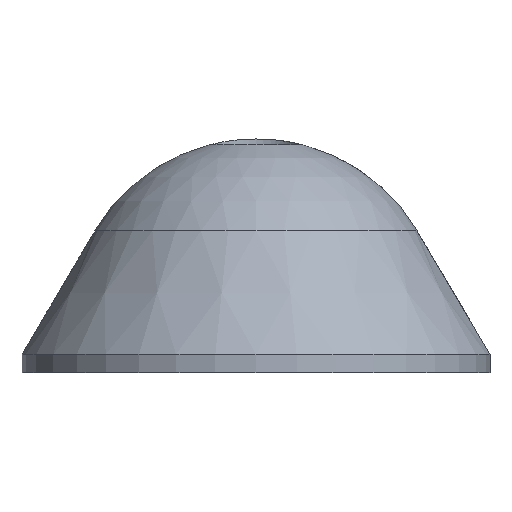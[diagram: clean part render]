
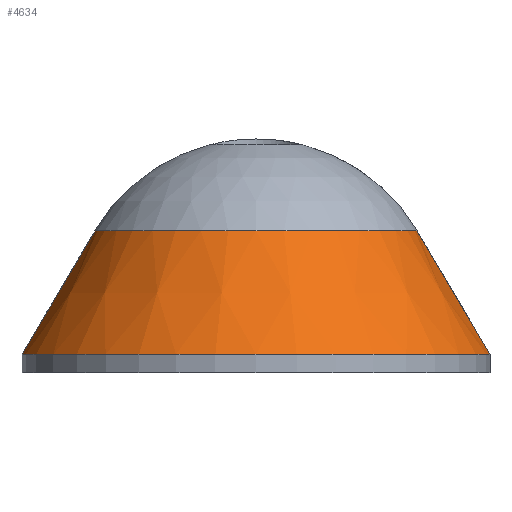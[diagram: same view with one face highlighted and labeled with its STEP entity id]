
A CAD part, left-side view. The second image highlights one B-rep face of the part: STEP entity #4634.
In plain terms, the highlighted conical face has half-angle 30.568 degrees and reference radius 25 mm.
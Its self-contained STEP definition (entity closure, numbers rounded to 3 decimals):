
#598 = PLANE('',#599);
#599 = AXIS2_PLACEMENT_3D('',#600,#601,#602);
#600 = CARTESIAN_POINT('',(0.,-22.574,6.107));
#601 = DIRECTION('',(0.,-0.861,0.509));
#602 = DIRECTION('',(0.,-0.509,-0.861));
#1986 = VERTEX_POINT('',#1987);
#1987 = CARTESIAN_POINT('',(-50.,-17.221,15.171));
#2013 = EDGE_CURVE('',#2014,#1986,#2016,.T.);
#2014 = VERTEX_POINT('',#2015);
#2015 = CARTESIAN_POINT('',(-50.,-25.,2.));
#2016 = SURFACE_CURVE('',#2017,(#2021,#2028),.PCURVE_S1.);
#2017 = LINE('',#2018,#2019);
#2018 = CARTESIAN_POINT('',(-50.,-25.,2.));
#2019 = VECTOR('',#2020,1.);
#2020 = DIRECTION('',(0.,0.509,0.861));
#2021 = PCURVE('',#598,#2022);
#2022 = DEFINITIONAL_REPRESENTATION('',(#2023),#2027);
#2023 = LINE('',#2024,#2025);
#2024 = CARTESIAN_POINT('',(4.769,-50.));
#2025 = VECTOR('',#2026,1.);
#2026 = DIRECTION('',(-1.,0.));
#2027 = ( GEOMETRIC_REPRESENTATION_CONTEXT(2) 
PARAMETRIC_REPRESENTATION_CONTEXT() REPRESENTATION_CONTEXT('2D SPACE',''
  ) );
#2028 = PCURVE('',#2029,#2034);
#2029 = CONICAL_SURFACE('',#2030,25.,0.534);
#2030 = AXIS2_PLACEMENT_3D('',#2031,#2032,#2033);
#2031 = CARTESIAN_POINT('',(-50.,0.,2.));
#2032 = DIRECTION('',(0.,0.,-1.));
#2033 = DIRECTION('',(0.,1.,0.));
#2034 = DEFINITIONAL_REPRESENTATION('',(#2035),#2039);
#2035 = LINE('',#2036,#2037);
#2036 = CARTESIAN_POINT('',(-3.142,-0.));
#2037 = VECTOR('',#2038,1.);
#2038 = DIRECTION('',(-0.,-1.));
#2039 = ( GEOMETRIC_REPRESENTATION_CONTEXT(2) 
PARAMETRIC_REPRESENTATION_CONTEXT() REPRESENTATION_CONTEXT('2D SPACE',''
  ) );
#4348 = VERTEX_POINT('',#4349);
#4349 = CARTESIAN_POINT('',(-50.,17.221,15.171));
#4363 = PLANE('',#4364);
#4364 = AXIS2_PLACEMENT_3D('',#4365,#4366,#4367);
#4365 = CARTESIAN_POINT('',(0.,21.11,8.586));
#4366 = DIRECTION('',(0.,0.861,0.509));
#4367 = DIRECTION('',(0.,-0.509,0.861));
#4392 = SPHERICAL_SURFACE('',#4393,20.);
#4393 = AXIS2_PLACEMENT_3D('',#4394,#4395,#4396);
#4394 = CARTESIAN_POINT('',(-50.,0.,5.));
#4395 = DIRECTION('',(0.,0.,1.));
#4396 = DIRECTION('',(0.,1.,0.));
#4634 = ADVANCED_FACE('',(#4635),#2029,.T.);
#4635 = FACE_BOUND('',#4636,.T.);
#4636 = EDGE_LOOP('',(#4637,#4666,#4667,#4689));
#4637 = ORIENTED_EDGE('',*,*,#4638,.T.);
#4638 = EDGE_CURVE('',#4639,#2014,#4641,.T.);
#4639 = VERTEX_POINT('',#4640);
#4640 = CARTESIAN_POINT('',(-50.,25.,2.));
#4641 = SURFACE_CURVE('',#4642,(#4647,#4654),.PCURVE_S1.);
#4642 = CIRCLE('',#4643,25.);
#4643 = AXIS2_PLACEMENT_3D('',#4644,#4645,#4646);
#4644 = CARTESIAN_POINT('',(-50.,0.,2.));
#4645 = DIRECTION('',(0.,0.,1.));
#4646 = DIRECTION('',(0.,1.,0.));
#4647 = PCURVE('',#2029,#4648);
#4648 = DEFINITIONAL_REPRESENTATION('',(#4649),#4653);
#4649 = LINE('',#4650,#4651);
#4650 = CARTESIAN_POINT('',(-0.,-0.));
#4651 = VECTOR('',#4652,1.);
#4652 = DIRECTION('',(-1.,-0.));
#4653 = ( GEOMETRIC_REPRESENTATION_CONTEXT(2) 
PARAMETRIC_REPRESENTATION_CONTEXT() REPRESENTATION_CONTEXT('2D SPACE',''
  ) );
#4654 = PCURVE('',#4655,#4660);
#4655 = CYLINDRICAL_SURFACE('',#4656,25.);
#4656 = AXIS2_PLACEMENT_3D('',#4657,#4658,#4659);
#4657 = CARTESIAN_POINT('',(-50.,0.,0.));
#4658 = DIRECTION('',(0.,0.,1.));
#4659 = DIRECTION('',(0.,1.,0.));
#4660 = DEFINITIONAL_REPRESENTATION('',(#4661),#4665);
#4661 = LINE('',#4662,#4663);
#4662 = CARTESIAN_POINT('',(0.,2.));
#4663 = VECTOR('',#4664,1.);
#4664 = DIRECTION('',(1.,0.));
#4665 = ( GEOMETRIC_REPRESENTATION_CONTEXT(2) 
PARAMETRIC_REPRESENTATION_CONTEXT() REPRESENTATION_CONTEXT('2D SPACE',''
  ) );
#4666 = ORIENTED_EDGE('',*,*,#2013,.T.);
#4667 = ORIENTED_EDGE('',*,*,#4668,.F.);
#4668 = EDGE_CURVE('',#4348,#1986,#4669,.T.);
#4669 = SURFACE_CURVE('',#4670,(#4675,#4682),.PCURVE_S1.);
#4670 = CIRCLE('',#4671,17.221);
#4671 = AXIS2_PLACEMENT_3D('',#4672,#4673,#4674);
#4672 = CARTESIAN_POINT('',(-50.,0.,15.171));
#4673 = DIRECTION('',(0.,0.,1.));
#4674 = DIRECTION('',(0.,1.,0.));
#4675 = PCURVE('',#2029,#4676);
#4676 = DEFINITIONAL_REPRESENTATION('',(#4677),#4681);
#4677 = LINE('',#4678,#4679);
#4678 = CARTESIAN_POINT('',(-0.,-13.171));
#4679 = VECTOR('',#4680,1.);
#4680 = DIRECTION('',(-1.,-0.));
#4681 = ( GEOMETRIC_REPRESENTATION_CONTEXT(2) 
PARAMETRIC_REPRESENTATION_CONTEXT() REPRESENTATION_CONTEXT('2D SPACE',''
  ) );
#4682 = PCURVE('',#4392,#4683);
#4683 = DEFINITIONAL_REPRESENTATION('',(#4684),#4688);
#4684 = LINE('',#4685,#4686);
#4685 = CARTESIAN_POINT('',(0.,0.534));
#4686 = VECTOR('',#4687,1.);
#4687 = DIRECTION('',(1.,0.));
#4688 = ( GEOMETRIC_REPRESENTATION_CONTEXT(2) 
PARAMETRIC_REPRESENTATION_CONTEXT() REPRESENTATION_CONTEXT('2D SPACE',''
  ) );
#4689 = ORIENTED_EDGE('',*,*,#4690,.F.);
#4690 = EDGE_CURVE('',#4639,#4348,#4691,.T.);
#4691 = SURFACE_CURVE('',#4692,(#4696,#4703),.PCURVE_S1.);
#4692 = LINE('',#4693,#4694);
#4693 = CARTESIAN_POINT('',(-50.,25.,2.));
#4694 = VECTOR('',#4695,1.);
#4695 = DIRECTION('',(0.,-0.509,0.861));
#4696 = PCURVE('',#2029,#4697);
#4697 = DEFINITIONAL_REPRESENTATION('',(#4698),#4702);
#4698 = LINE('',#4699,#4700);
#4699 = CARTESIAN_POINT('',(-0.,-0.));
#4700 = VECTOR('',#4701,1.);
#4701 = DIRECTION('',(-0.,-1.));
#4702 = ( GEOMETRIC_REPRESENTATION_CONTEXT(2) 
PARAMETRIC_REPRESENTATION_CONTEXT() REPRESENTATION_CONTEXT('2D SPACE',''
  ) );
#4703 = PCURVE('',#4363,#4704);
#4704 = DEFINITIONAL_REPRESENTATION('',(#4705),#4709);
#4705 = LINE('',#4706,#4707);
#4706 = CARTESIAN_POINT('',(-7.649,-50.));
#4707 = VECTOR('',#4708,1.);
#4708 = DIRECTION('',(1.,0.));
#4709 = ( GEOMETRIC_REPRESENTATION_CONTEXT(2) 
PARAMETRIC_REPRESENTATION_CONTEXT() REPRESENTATION_CONTEXT('2D SPACE',''
  ) );
